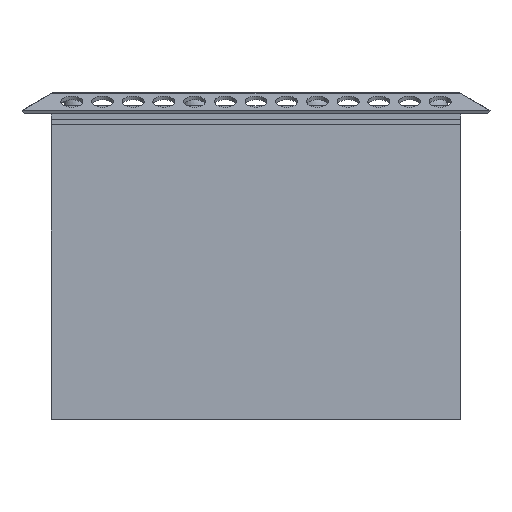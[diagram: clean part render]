
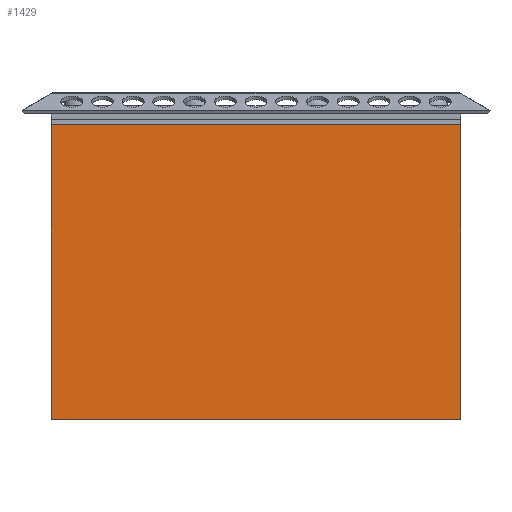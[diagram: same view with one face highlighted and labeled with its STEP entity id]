
A CAD part, left-side view. The second image highlights one B-rep face of the part: STEP entity #1429.
In plain terms, the highlighted planar face has unit normal (-1, 0, 0).
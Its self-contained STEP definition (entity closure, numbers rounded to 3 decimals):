
#1429=ADVANCED_FACE('',(#7173),#7175,.T.);
#7173=FACE_BOUND('',#7174,.T.);
#7174=EDGE_LOOP('',(#12289,#12290,#12291,#12292));
#7175=PLANE('',#7176);
#7176=AXIS2_PLACEMENT_3D('',#7177,#7178,#7179);
#7177=CARTESIAN_POINT('',(-75.,75.,0.));
#7178=DIRECTION('',(-1.,0.,0.));
#7179=DIRECTION('',(0.,-1.,0.));
#12289=ORIENTED_EDGE('',*,*,#14109,.T.);
#12290=ORIENTED_EDGE('',*,*,#14111,.T.);
#12291=ORIENTED_EDGE('',*,*,#14090,.F.);
#12292=ORIENTED_EDGE('',*,*,#14110,.F.);
#14090=EDGE_CURVE('',#15124,#15125,#15126,.T.);
#14109=EDGE_CURVE('',#15157,#15159,#15161,.T.);
#14110=EDGE_CURVE('',#15157,#15124,#15162,.T.);
#14111=EDGE_CURVE('',#15159,#15125,#15163,.T.);
#15124=VERTEX_POINT('',#19563);
#15125=VERTEX_POINT('',#19564);
#15126=LINE('',#19565,#19566);
#15157=VERTEX_POINT('',#19644);
#15159=VERTEX_POINT('',#19648);
#15161=LINE('',#19652,#19653);
#15162=LINE('',#19655,#19656);
#15163=LINE('',#19658,#19659);
#19563=CARTESIAN_POINT('',(-75.,75.,108.));
#19564=CARTESIAN_POINT('',(-75.,-75.,108.));
#19565=CARTESIAN_POINT('',(-75.,75.,108.));
#19566=VECTOR('',#19567,1.);
#19567=DIRECTION('',(0.,-1.,0.));
#19644=CARTESIAN_POINT('',(-75.,75.,0.));
#19648=CARTESIAN_POINT('',(-75.,-75.,0.));
#19652=CARTESIAN_POINT('',(-75.,75.,0.));
#19653=VECTOR('',#19654,1.);
#19654=DIRECTION('',(0.,-1.,0.));
#19655=CARTESIAN_POINT('',(-75.,75.,0.));
#19656=VECTOR('',#19657,1.);
#19657=DIRECTION('',(0.,0.,1.));
#19658=CARTESIAN_POINT('',(-75.,-75.,0.));
#19659=VECTOR('',#19660,1.);
#19660=DIRECTION('',(0.,0.,1.));
